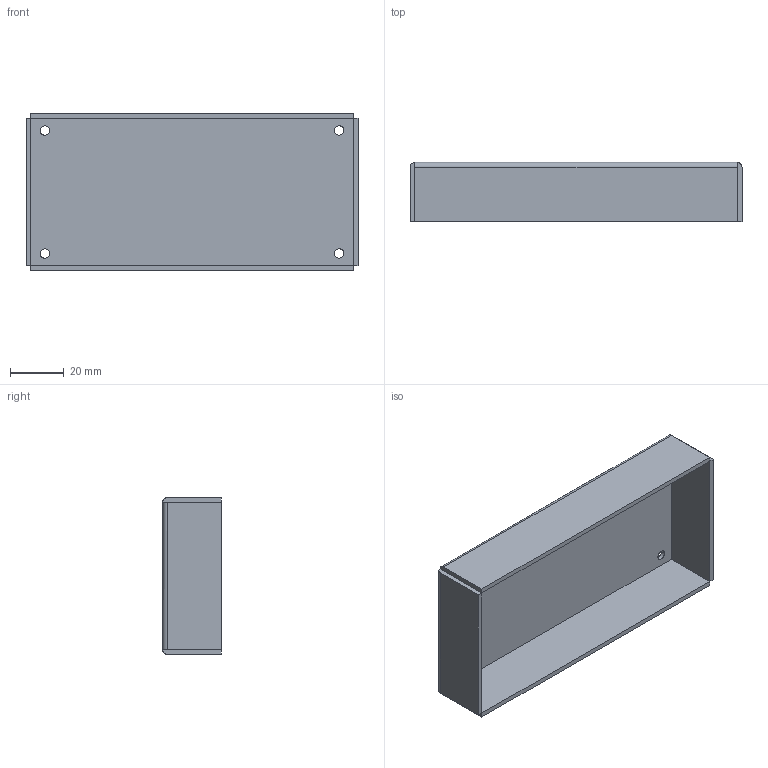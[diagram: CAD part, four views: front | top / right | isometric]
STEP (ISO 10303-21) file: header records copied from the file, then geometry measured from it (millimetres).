
FILE_DESCRIPTION((''),'2;1');
FILE_NAME('','2005-10-07T12:30:44',(''),(''),'','CADfix','');
FILE_SCHEMA(('AUTOMOTIVE_DESIGN'));
Length unit declared in the file: millimetre
Products named in the file (1): bracket
Bounding box: 124.1 x 22 x 58.6 mm (x, y, z)
Volume: 24148.7 mm3; surface area: 29433.8 mm2
Topology: 1 solids, 1 shells, 34 faces, 100 edges, 68 vertices
Faces by surface type: bspline 34
Entity records: 1123 total; most frequent: CARTESIAN_POINT 533, ORIENTED_EDGE 200, EDGE_CURVE 100, VERTEX_POINT 68, QUASI_UNIFORM_CURVE 60, EDGE_LOOP 42, FACE_OUTER_BOUND 34, ADVANCED_FACE 34
